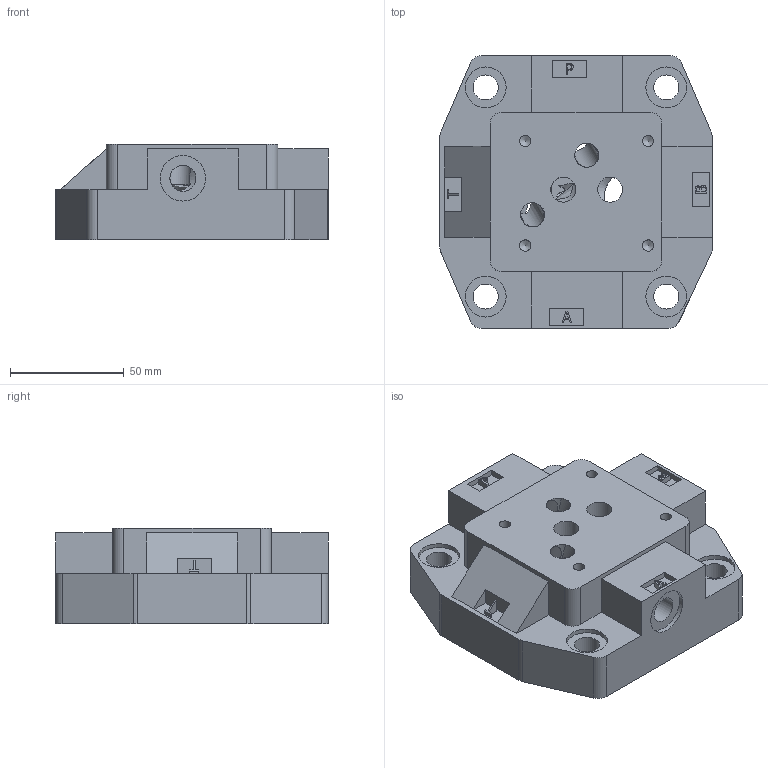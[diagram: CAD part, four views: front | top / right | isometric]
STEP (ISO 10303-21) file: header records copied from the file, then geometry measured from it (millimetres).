
FILE_DESCRIPTION((''),'2;1');
FILE_NAME('Type1701.stp','2013-06-20T13:29:02',('Eric'),(''),'Autodesk Inventor 2012','Autodesk Inventor 2012','');
FILE_SCHEMA(('AUTOMOTIVE_DESIGN { 1 0 10303 214 1 1 1 1 }'));
Length unit declared in the file: millimetre
Products named in the file (1): Type 17-NG10_3D1
Bounding box: 120 x 120 x 42 mm (x, y, z)
Volume: 382967.4 mm3; surface area: 59960.5 mm2
Topology: 1 solids, 1 shells, 274 faces, 721 edges, 476 vertices
Faces by surface type: plane 172, bspline 48, cylinder 42, cone 12
Full cylindrical faces by diameter (mm): 5 x4, 10 x2, 11 x6, 11.5 x1, 18 x4, 20 x1, 24.25 x4, 42 x4
Entity records: 8992 total; most frequent: CARTESIAN_POINT 2701, ORIENTED_EDGE 1330, DIRECTION 1110, EDGE_CURVE 665, VECTOR 462, LINE 462, VERTEX_POINT 453, EDGE_LOOP 354
